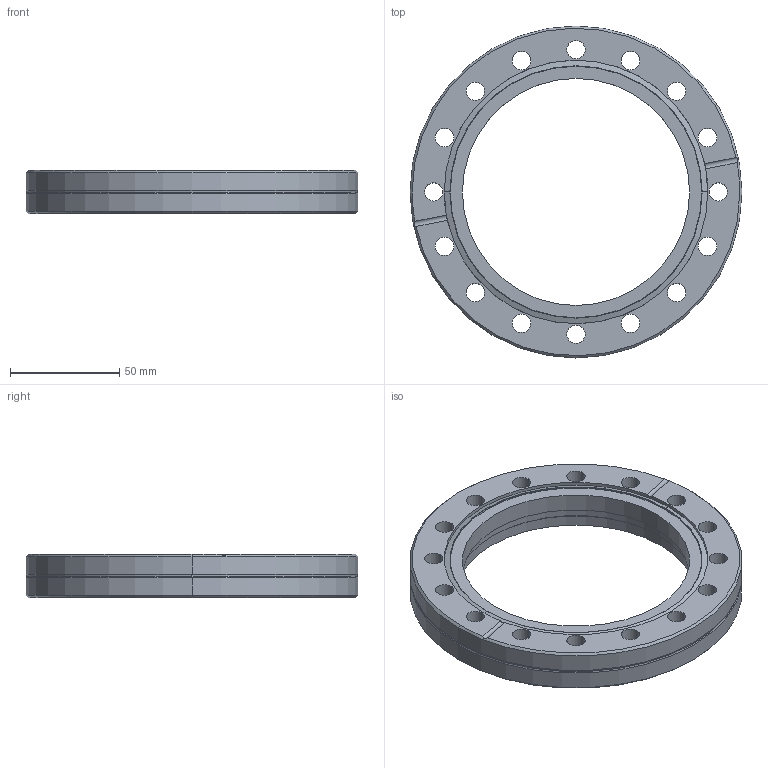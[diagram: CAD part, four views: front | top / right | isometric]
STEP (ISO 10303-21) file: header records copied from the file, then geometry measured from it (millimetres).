
FILE_DESCRIPTION (( 'STEP AP214' ), '1' );
FILE_NAME ('480FAD100-108.stp', '2017-04-24T11:16:39', ( '' ), ( '' ), 'SwSTEP 2.0', 'SolidWorks 2015', '' );
FILE_SCHEMA (( 'AUTOMOTIVE_DESIGN' ));
Length unit declared in the file: millimetre
Products named in the file (1): 480FAD100-108
Bounding box: 152 x 152 x 19.8 mm (x, y, z)
Volume: 161439.3 mm3; surface area: 55651.2 mm2
Topology: 2 solids, 2 shells, 73 faces, 184 edges, 116 vertices
Faces by surface type: cylinder 48, cone 10, torus 8, plane 7
Entity records: 3212 total; most frequent: DIRECTION 448, CARTESIAN_POINT 438, ORIENTED_EDGE 368, AXIS2_PLACEMENT_3D 194, EDGE_CURVE 184, CIRCLE 120, VERTEX_POINT 116, EDGE_LOOP 110
